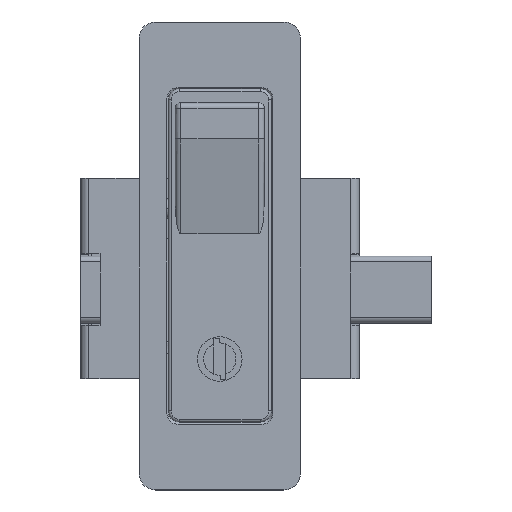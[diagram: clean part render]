
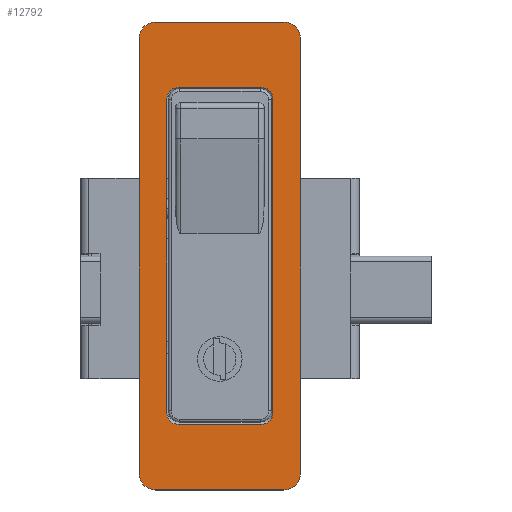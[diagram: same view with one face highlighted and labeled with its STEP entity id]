
A CAD part, top view. The second image highlights one B-rep face of the part: STEP entity #12792.
In plain terms, the highlighted planar face has unit normal (0, 0, 1).
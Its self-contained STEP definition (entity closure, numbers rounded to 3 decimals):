
#39 = DIRECTION ( 'NONE',  ( 0., -1., 0. ) ) ;
#110 = ORIENTED_EDGE ( 'NONE', *, *, #12991, .T. ) ;
#398 = DIRECTION ( 'NONE',  ( 0., 0., -1. ) ) ;
#438 = CARTESIAN_POINT ( 'NONE',  ( -7.5, 19.75, 3. ) ) ;
#688 = LINE ( 'NONE', #9580, #4398 ) ;
#696 = CARTESIAN_POINT ( 'NONE',  ( 14.5, 30.5, 3. ) ) ;
#724 = CIRCLE ( 'NONE', #4441, 2. ) ;
#748 = FACE_OUTER_BOUND ( 'NONE', #14062, .T. ) ;
#780 = EDGE_CURVE ( 'NONE', #5825, #7461, #3876, .T. ) ;
#888 = EDGE_CURVE ( 'NONE', #8587, #9141, #688, .T. ) ;
#971 = VERTEX_POINT ( 'NONE', #4932 ) ;
#1043 = CARTESIAN_POINT ( 'NONE',  ( 11.5, -47.5, 3. ) ) ;
#1164 = ORIENTED_EDGE ( 'NONE', *, *, #2801, .T. ) ;
#1335 = CARTESIAN_POINT ( 'NONE',  ( 7.5, 19.75, 3. ) ) ;
#1394 = CARTESIAN_POINT ( 'NONE',  ( -14.5, -50.5, 3. ) ) ;
#1438 = AXIS2_PLACEMENT_3D ( 'NONE', #10429, #8705, #11949 ) ;
#2128 = DIRECTION ( 'NONE',  ( 0., 0., -1. ) ) ;
#2364 = VERTEX_POINT ( 'NONE', #7483 ) ;
#2465 = AXIS2_PLACEMENT_3D ( 'NONE', #19011, #2513, #3841 ) ;
#2513 = DIRECTION ( 'NONE',  ( 0., 0., -1. ) ) ;
#2575 = AXIS2_PLACEMENT_3D ( 'NONE', #7153, #398, #8685 ) ;
#2801 = EDGE_CURVE ( 'NONE', #21165, #20919, #6939, .T. ) ;
#3026 = CIRCLE ( 'NONE', #9930, 3. ) ;
#3072 = DIRECTION ( 'NONE',  ( -1., 0., 0. ) ) ;
#3077 = CARTESIAN_POINT ( 'NONE',  ( 9.5, 21.75, 3. ) ) ;
#3109 = DIRECTION ( 'NONE',  ( 0., 1., 0. ) ) ;
#3150 = ORIENTED_EDGE ( 'NONE', *, *, #16693, .F. ) ;
#3175 = DIRECTION ( 'NONE',  ( 1., 0., 0. ) ) ;
#3818 = DIRECTION ( 'NONE',  ( 1., 0., 0. ) ) ;
#3841 = DIRECTION ( 'NONE',  ( 1., 0., 0. ) ) ;
#3876 = LINE ( 'NONE', #6175, #5200 ) ;
#3880 = EDGE_CURVE ( 'NONE', #13065, #21165, #15727, .T. ) ;
#3932 = CARTESIAN_POINT ( 'NONE',  ( 11.5, 30.5, 3. ) ) ;
#3942 = VECTOR ( 'NONE', #3109, 1000. ) ;
#3994 = ORIENTED_EDGE ( 'NONE', *, *, #20718, .T. ) ;
#4141 = DIRECTION ( 'NONE',  ( 1., 0., 0. ) ) ;
#4398 = VECTOR ( 'NONE', #3072, 1000. ) ;
#4433 = DIRECTION ( 'NONE',  ( 0., 0., 1. ) ) ;
#4441 = AXIS2_PLACEMENT_3D ( 'NONE', #438, #2128, #3818 ) ;
#4785 = DIRECTION ( 'NONE',  ( 0., 1., 0. ) ) ;
#4915 = CARTESIAN_POINT ( 'NONE',  ( -14.5, -50.5, 3. ) ) ;
#4932 = CARTESIAN_POINT ( 'NONE',  ( 14.5, -47.5, 3. ) ) ;
#4985 = LINE ( 'NONE', #12996, #5233 ) ;
#5073 = EDGE_CURVE ( 'NONE', #20584, #7461, #6082, .T. ) ;
#5150 = VERTEX_POINT ( 'NONE', #21436 ) ;
#5200 = VECTOR ( 'NONE', #16075, 1000. ) ;
#5208 = CARTESIAN_POINT ( 'NONE',  ( -14.5, 33.5, 3. ) ) ;
#5233 = VECTOR ( 'NONE', #16102, 1000. ) ;
#5239 = VECTOR ( 'NONE', #6731, 1000. ) ;
#5297 = ORIENTED_EDGE ( 'NONE', *, *, #11731, .T. ) ;
#5399 = CARTESIAN_POINT ( 'NONE',  ( 9.5, -36.75, 3. ) ) ;
#5486 = LINE ( 'NONE', #5208, #18214 ) ;
#5767 = CIRCLE ( 'NONE', #2465, 2. ) ;
#5825 = VERTEX_POINT ( 'NONE', #14176 ) ;
#6082 = CIRCLE ( 'NONE', #2575, 2. ) ;
#6175 = CARTESIAN_POINT ( 'NONE',  ( -9.5, -38.75, 3. ) ) ;
#6731 = DIRECTION ( 'NONE',  ( 1., 0., 0. ) ) ;
#6758 = EDGE_CURVE ( 'NONE', #2364, #971, #18459, .T. ) ;
#6836 = CARTESIAN_POINT ( 'NONE',  ( -14.5, 33.5, 3. ) ) ;
#6846 = EDGE_CURVE ( 'NONE', #17704, #17092, #4985, .T. ) ;
#6939 = CIRCLE ( 'NONE', #1438, 3. ) ;
#7153 = CARTESIAN_POINT ( 'NONE',  ( 7.5, -36.75, 3. ) ) ;
#7327 = CARTESIAN_POINT ( 'NONE',  ( 7.5, -38.75, 3. ) ) ;
#7461 = VERTEX_POINT ( 'NONE', #7327 ) ;
#7483 = CARTESIAN_POINT ( 'NONE',  ( 11.5, -50.5, 3. ) ) ;
#7630 = LINE ( 'NONE', #9767, #3942 ) ;
#7728 = ORIENTED_EDGE ( 'NONE', *, *, #3880, .T. ) ;
#7938 = AXIS2_PLACEMENT_3D ( 'NONE', #21110, #14809, #3175 ) ;
#8259 = EDGE_CURVE ( 'NONE', #20129, #13065, #3026, .T. ) ;
#8273 = VECTOR ( 'NONE', #4785, 1000. ) ;
#8587 = VERTEX_POINT ( 'NONE', #13007 ) ;
#8661 = CARTESIAN_POINT ( 'NONE',  ( -14.5, -47.5, 3. ) ) ;
#8685 = DIRECTION ( 'NONE',  ( 1., 0., 0. ) ) ;
#8705 = DIRECTION ( 'NONE',  ( 0., 0., 1. ) ) ;
#9077 = AXIS2_PLACEMENT_3D ( 'NONE', #1394, #12969, #14922 ) ;
#9141 = VERTEX_POINT ( 'NONE', #19196 ) ;
#9514 = CARTESIAN_POINT ( 'NONE',  ( 9.5, 19.75, 3. ) ) ;
#9580 = CARTESIAN_POINT ( 'NONE',  ( -9.5, 21.75, 3. ) ) ;
#9767 = CARTESIAN_POINT ( 'NONE',  ( 14.5, 33.5, 3. ) ) ;
#9930 = AXIS2_PLACEMENT_3D ( 'NONE', #3932, #20404, #10420 ) ;
#10420 = DIRECTION ( 'NONE',  ( 1., 0., 0. ) ) ;
#10429 = CARTESIAN_POINT ( 'NONE',  ( -11.5, 30.5, 3. ) ) ;
#11339 = ORIENTED_EDGE ( 'NONE', *, *, #8259, .T. ) ;
#11390 = DIRECTION ( 'NONE',  ( 1., 0., 0. ) ) ;
#11487 = CIRCLE ( 'NONE', #16124, 2. ) ;
#11505 = CIRCLE ( 'NONE', #7938, 3. ) ;
#11731 = EDGE_CURVE ( 'NONE', #971, #20129, #7630, .T. ) ;
#11949 = DIRECTION ( 'NONE',  ( 1., 0., 0. ) ) ;
#12034 = ORIENTED_EDGE ( 'NONE', *, *, #6846, .F. ) ;
#12249 = EDGE_CURVE ( 'NONE', #8587, #16615, #11487, .T. ) ;
#12307 = ORIENTED_EDGE ( 'NONE', *, *, #21317, .T. ) ;
#12790 = ORIENTED_EDGE ( 'NONE', *, *, #888, .F. ) ;
#12792 = ADVANCED_FACE ( 'NONE', ( #748, #14582 ), #17681, .T. ) ;
#12969 = DIRECTION ( 'NONE',  ( 0., 0., 1. ) ) ;
#12991 = EDGE_CURVE ( 'NONE', #20919, #16314, #5486, .T. ) ;
#12996 = CARTESIAN_POINT ( 'NONE',  ( -9.5, 21.75, 3. ) ) ;
#13007 = CARTESIAN_POINT ( 'NONE',  ( 7.5, 21.75, 3. ) ) ;
#13065 = VERTEX_POINT ( 'NONE', #13330 ) ;
#13330 = CARTESIAN_POINT ( 'NONE',  ( 11.5, 33.5, 3. ) ) ;
#13346 = ORIENTED_EDGE ( 'NONE', *, *, #5073, .T. ) ;
#13622 = CARTESIAN_POINT ( 'NONE',  ( -9.5, -36.75, 3. ) ) ;
#13647 = VECTOR ( 'NONE', #18407, 1000. ) ;
#14028 = CARTESIAN_POINT ( 'NONE',  ( -9.5, 19.75, 3. ) ) ;
#14062 = EDGE_LOOP ( 'NONE', ( #110, #14871, #19712, #16877, #5297, #11339, #7728, #1164 ) ) ;
#14176 = CARTESIAN_POINT ( 'NONE',  ( -7.5, -38.75, 3. ) ) ;
#14455 = CARTESIAN_POINT ( 'NONE',  ( -14.5, 30.5, 3. ) ) ;
#14582 = FACE_BOUND ( 'NONE', #19958, .T. ) ;
#14809 = DIRECTION ( 'NONE',  ( 0., 0., 1. ) ) ;
#14871 = ORIENTED_EDGE ( 'NONE', *, *, #19896, .T. ) ;
#14922 = DIRECTION ( 'NONE',  ( 1., 0., 0. ) ) ;
#15727 = LINE ( 'NONE', #6836, #13647 ) ;
#15895 = ORIENTED_EDGE ( 'NONE', *, *, #12249, .T. ) ;
#16075 = DIRECTION ( 'NONE',  ( 1., 0., 0. ) ) ;
#16102 = DIRECTION ( 'NONE',  ( 0., -1., 0. ) ) ;
#16124 = AXIS2_PLACEMENT_3D ( 'NONE', #1335, #21328, #11390 ) ;
#16227 = ORIENTED_EDGE ( 'NONE', *, *, #780, .F. ) ;
#16314 = VERTEX_POINT ( 'NONE', #8661 ) ;
#16615 = VERTEX_POINT ( 'NONE', #9514 ) ;
#16693 = EDGE_CURVE ( 'NONE', #20584, #16615, #21180, .T. ) ;
#16877 = ORIENTED_EDGE ( 'NONE', *, *, #6758, .T. ) ;
#17092 = VERTEX_POINT ( 'NONE', #13622 ) ;
#17520 = AXIS2_PLACEMENT_3D ( 'NONE', #1043, #4433, #4141 ) ;
#17681 = PLANE ( 'NONE',  #9077 ) ;
#17704 = VERTEX_POINT ( 'NONE', #14028 ) ;
#18206 = LINE ( 'NONE', #4915, #5239 ) ;
#18214 = VECTOR ( 'NONE', #39, 1000. ) ;
#18407 = DIRECTION ( 'NONE',  ( -1., 0., 0. ) ) ;
#18459 = CIRCLE ( 'NONE', #17520, 3. ) ;
#19011 = CARTESIAN_POINT ( 'NONE',  ( -7.5, -36.75, 3. ) ) ;
#19196 = CARTESIAN_POINT ( 'NONE',  ( -7.5, 21.75, 3. ) ) ;
#19712 = ORIENTED_EDGE ( 'NONE', *, *, #20458, .T. ) ;
#19896 = EDGE_CURVE ( 'NONE', #16314, #5150, #11505, .T. ) ;
#19958 = EDGE_LOOP ( 'NONE', ( #16227, #3994, #12034, #12307, #12790, #15895, #3150, #13346 ) ) ;
#20083 = CARTESIAN_POINT ( 'NONE',  ( -11.5, 33.5, 3. ) ) ;
#20129 = VERTEX_POINT ( 'NONE', #696 ) ;
#20404 = DIRECTION ( 'NONE',  ( 0., 0., 1. ) ) ;
#20458 = EDGE_CURVE ( 'NONE', #5150, #2364, #18206, .T. ) ;
#20584 = VERTEX_POINT ( 'NONE', #5399 ) ;
#20718 = EDGE_CURVE ( 'NONE', #5825, #17092, #5767, .T. ) ;
#20919 = VERTEX_POINT ( 'NONE', #14455 ) ;
#21110 = CARTESIAN_POINT ( 'NONE',  ( -11.5, -47.5, 3. ) ) ;
#21165 = VERTEX_POINT ( 'NONE', #20083 ) ;
#21180 = LINE ( 'NONE', #3077, #8273 ) ;
#21317 = EDGE_CURVE ( 'NONE', #17704, #9141, #724, .T. ) ;
#21328 = DIRECTION ( 'NONE',  ( 0., 0., -1. ) ) ;
#21436 = CARTESIAN_POINT ( 'NONE',  ( -11.5, -50.5, 3. ) ) ;
